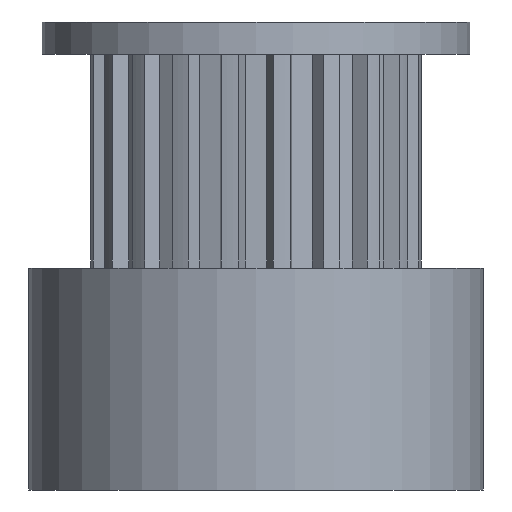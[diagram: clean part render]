
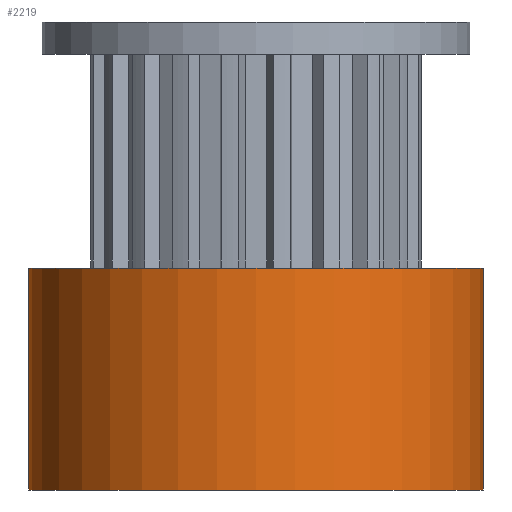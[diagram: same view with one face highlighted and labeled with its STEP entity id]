
A CAD part, front view. The second image highlights one B-rep face of the part: STEP entity #2219.
In plain terms, the highlighted cylindrical face has radius 8.5 mm (diameter 17 mm), a full revolution.
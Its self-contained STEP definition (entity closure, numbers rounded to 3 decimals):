
#123 = DIRECTION ( 'NONE',  ( 0., 0., -1. ) ) ;
#154 = DIRECTION ( 'NONE',  ( -1., 0., 0. ) ) ;
#188 = CYLINDRICAL_SURFACE ( 'NONE', #1558, 8.5 ) ;
#198 = FACE_OUTER_BOUND ( 'NONE', #2637, .T. ) ;
#212 = FACE_BOUND ( 'NONE', #2658, .T. ) ;
#234 = FACE_OUTER_BOUND ( 'NONE', #2667, .T. ) ;
#316 = CARTESIAN_POINT ( 'NONE',  ( 0., 0., 8.3 ) ) ;
#454 = EDGE_CURVE ( 'NONE', #1946, #1946, #615, .T. ) ;
#457 = EDGE_CURVE ( 'NONE', #1933, #1933, #2322, .T. ) ;
#462 = EDGE_CURVE ( 'NONE', #1927, #1927, #595, .T. ) ;
#595 = CIRCLE ( 'NONE', #2471, 8.5 ) ;
#615 = CIRCLE ( 'NONE', #2477, 8.5 ) ;
#1420 = DIRECTION ( 'NONE',  ( 1., 0., 0. ) ) ;
#1430 = DIRECTION ( 'NONE',  ( 0., 0., 1. ) ) ;
#1440 = CARTESIAN_POINT ( 'NONE',  ( 0., 0., 0. ) ) ;
#1478 = CARTESIAN_POINT ( 'NONE',  ( 0., 8.5, 2.35 ) ) ;
#1484 = CARTESIAN_POINT ( 'NONE',  ( -0.219, 8.5, 2.35 ) ) ;
#1487 = CARTESIAN_POINT ( 'NONE',  ( -0.436, 8.491, 2.394 ) ) ;
#1520 = ORIENTED_EDGE ( 'NONE', *, *, #457, .T. ) ;
#1524 = ORIENTED_EDGE ( 'NONE', *, *, #454, .F. ) ;
#1525 = ORIENTED_EDGE ( 'NONE', *, *, #462, .T. ) ;
#1530 = CARTESIAN_POINT ( 'NONE',  ( -0.832, 8.461, 2.559 ) ) ;
#1538 = CARTESIAN_POINT ( 'NONE',  ( -1.016, 8.44, 2.682 ) ) ;
#1548 = CARTESIAN_POINT ( 'NONE',  ( -1.243, 8.409, 2.91 ) ) ;
#1558 = AXIS2_PLACEMENT_3D ( 'NONE', #316, #123, #154 ) ;
#1560 = CARTESIAN_POINT ( 'NONE',  ( -1.313, 8.398, 2.994 ) ) ;
#1572 = CARTESIAN_POINT ( 'NONE',  ( -1.433, 8.379, 3.174 ) ) ;
#1582 = CARTESIAN_POINT ( 'NONE',  ( -1.483, 8.37, 3.269 ) ) ;
#1586 = CARTESIAN_POINT ( 'NONE',  ( -1.566, 8.355, 3.468 ) ) ;
#1592 = CARTESIAN_POINT ( 'NONE',  ( -1.598, 8.349, 3.573 ) ) ;
#1596 = CARTESIAN_POINT ( 'NONE',  ( -1.639, 8.34, 3.785 ) ) ;
#1600 = CARTESIAN_POINT ( 'NONE',  ( -1.65, 8.338, 3.892 ) ) ;
#1606 = CARTESIAN_POINT ( 'NONE',  ( -1.65, 8.338, 4.219 ) ) ;
#1611 = CARTESIAN_POINT ( 'NONE',  ( -1.607, 8.347, 4.434 ) ) ;
#1623 = CARTESIAN_POINT ( 'NONE',  ( -1.482, 8.37, 4.734 ) ) ;
#1627 = CARTESIAN_POINT ( 'NONE',  ( -1.431, 8.379, 4.828 ) ) ;
#1636 = CARTESIAN_POINT ( 'NONE',  ( -1.311, 8.398, 5.007 ) ) ;
#1639 = CARTESIAN_POINT ( 'NONE',  ( -1.242, 8.409, 5.092 ) ) ;
#1643 = CARTESIAN_POINT ( 'NONE',  ( -1.013, 8.441, 5.32 ) ) ;
#1652 = CARTESIAN_POINT ( 'NONE',  ( -0.83, 8.462, 5.442 ) ) ;
#1661 = CARTESIAN_POINT ( 'NONE',  ( -0.433, 8.491, 5.607 ) ) ;
#1668 = CARTESIAN_POINT ( 'NONE',  ( -0.215, 8.5, 5.65 ) ) ;
#1675 = CARTESIAN_POINT ( 'NONE',  ( 0.108, 8.5, 5.65 ) ) ;
#1683 = CARTESIAN_POINT ( 'NONE',  ( 0.218, 8.498, 5.639 ) ) ;
#1686 = CARTESIAN_POINT ( 'NONE',  ( 0.43, 8.49, 5.597 ) ) ;
#1692 = CARTESIAN_POINT ( 'NONE',  ( 0.533, 8.484, 5.565 ) ) ;
#1694 = CARTESIAN_POINT ( 'NONE',  ( 0.732, 8.469, 5.483 ) ) ;
#1701 = CARTESIAN_POINT ( 'NONE',  ( 0.829, 8.46, 5.431 ) ) ;
#1703 = CARTESIAN_POINT ( 'NONE',  ( 1.007, 8.441, 5.311 ) ) ;
#1709 = CARTESIAN_POINT ( 'NONE',  ( 1.09, 8.43, 5.243 ) ) ;
#1727 = CARTESIAN_POINT ( 'NONE',  ( 1.32, 8.398, 5.013 ) ) ;
#1735 = CARTESIAN_POINT ( 'NONE',  ( 1.442, 8.377, 4.831 ) ) ;
#1744 = CARTESIAN_POINT ( 'NONE',  ( 1.566, 8.355, 4.531 ) ) ;
#1751 = CARTESIAN_POINT ( 'NONE',  ( 1.597, 8.349, 4.428 ) ) ;
#1759 = CARTESIAN_POINT ( 'NONE',  ( 1.639, 8.34, 4.217 ) ) ;
#1767 = CARTESIAN_POINT ( 'NONE',  ( 1.65, 8.338, 4.107 ) ) ;
#1776 = CARTESIAN_POINT ( 'NONE',  ( 1.65, 8.338, 3.783 ) ) ;
#1788 = CARTESIAN_POINT ( 'NONE',  ( 1.606, 8.347, 3.566 ) ) ;
#1801 = CARTESIAN_POINT ( 'NONE',  ( 1.442, 8.377, 3.169 ) ) ;
#1813 = CARTESIAN_POINT ( 'NONE',  ( 1.319, 8.398, 2.985 ) ) ;
#1818 = CARTESIAN_POINT ( 'NONE',  ( 1.091, 8.43, 2.758 ) ) ;
#1828 = CARTESIAN_POINT ( 'NONE',  ( 1.006, 8.441, 2.688 ) ) ;
#1837 = CARTESIAN_POINT ( 'NONE',  ( 0.827, 8.46, 2.568 ) ) ;
#1843 = CARTESIAN_POINT ( 'NONE',  ( 0.733, 8.469, 2.518 ) ) ;
#1851 = CARTESIAN_POINT ( 'NONE',  ( 0.533, 8.484, 2.435 ) ) ;
#1859 = CARTESIAN_POINT ( 'NONE',  ( 0.428, 8.49, 2.403 ) ) ;
#1872 = CARTESIAN_POINT ( 'NONE',  ( 0.217, 8.498, 2.361 ) ) ;
#1880 = CARTESIAN_POINT ( 'NONE',  ( 0.109, 8.5, 2.35 ) ) ;
#1890 = DIRECTION ( 'NONE',  ( 1., 0., 0. ) ) ;
#1904 = DIRECTION ( 'NONE',  ( 0., 0., 1. ) ) ;
#1921 = CARTESIAN_POINT ( 'NONE',  ( 0., 0., 8.3 ) ) ;
#1927 = VERTEX_POINT ( 'NONE', #3293 ) ;
#1930 = CARTESIAN_POINT ( 'NONE',  ( 0., 8.5, 2.35 ) ) ;
#1933 = VERTEX_POINT ( 'NONE', #3270 ) ;
#1946 = VERTEX_POINT ( 'NONE', #3247 ) ;
#2219 = ADVANCED_FACE ( 'NONE', ( #212, #198, #234 ), #188, .T. ) ;
#2322 = B_SPLINE_CURVE_WITH_KNOTS ( 'NONE', 3,
 ( #1930, #1880, #1872, #1859, #1851, #1843, #1837, #1828, #1818, #1813, #1801, #1788, #1776, #1767, #1759, #1751, #1744, #1735, #1727, #1709, #1703, #1701, #1694, #1692, #1686, #1683, #1675, #1668, #1661, #1652, #1643, #1639, #1636, #1627, #1623, #1611, #1606, #1600, #1596, #1592, #1586, #1582, #1572, #1560, #1548, #1538, #1530, #1487, #1484, #1478 ),
 .UNSPECIFIED., .T., .F.,
 ( 4, 2, 2, 2, 2, 2, 2, 2, 2, 2, 2, 2, 2, 2, 2, 2, 2, 2, 2, 2, 2, 2, 2, 2, 4 ),
 ( 0., 0., 0.001, 0.001, 0.001, 0.002, 0.003, 0.003, 0.003, 0.004, 0.004, 0.005, 0.005, 0.005, 0.006, 0.006, 0.007, 0.007, 0.008, 0.008, 0.008, 0.009, 0.009, 0.01, 0.01 ),
 .UNSPECIFIED. ) ;
#2471 = AXIS2_PLACEMENT_3D ( 'NONE', #1440, #1430, #1420 ) ;
#2477 = AXIS2_PLACEMENT_3D ( 'NONE', #1921, #1904, #1890 ) ;
#2637 = EDGE_LOOP ( 'NONE', ( #1524 ) ) ;
#2658 = EDGE_LOOP ( 'NONE', ( #1520 ) ) ;
#2667 = EDGE_LOOP ( 'NONE', ( #1525 ) ) ;
#3247 = CARTESIAN_POINT ( 'NONE',  ( 8.5, 0., 8.3 ) ) ;
#3270 = CARTESIAN_POINT ( 'NONE',  ( 0., 8.5, 2.35 ) ) ;
#3293 = CARTESIAN_POINT ( 'NONE',  ( 8.5, 0., 0. ) ) ;
